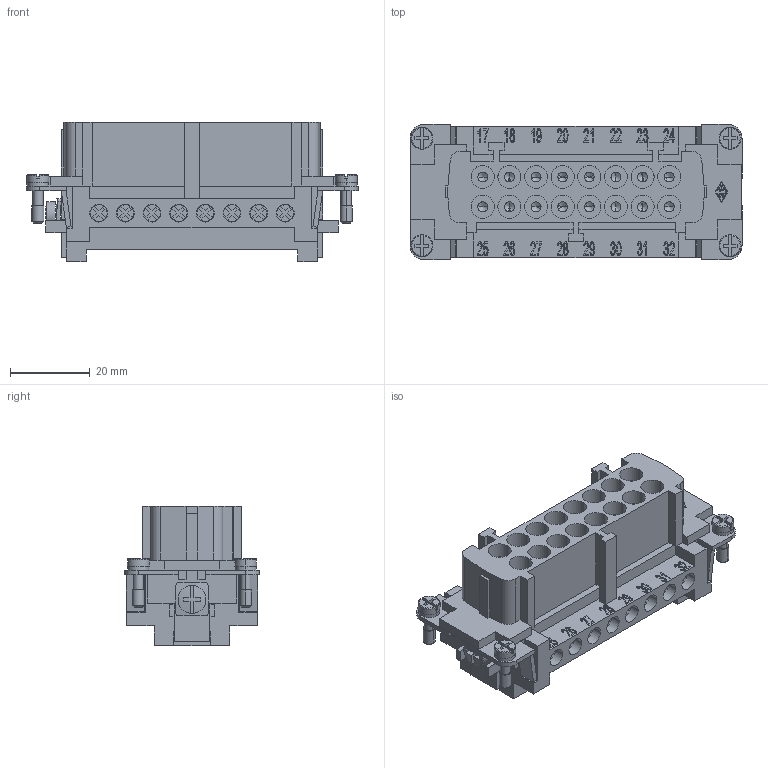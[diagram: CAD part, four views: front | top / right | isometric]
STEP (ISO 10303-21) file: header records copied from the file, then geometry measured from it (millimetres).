
FILE_DESCRIPTION(('Creo Elements/Direct Modeling STEP Export'),'2;1');
FILE_NAME('JNEF 16 N.stp','2014-08-01T 8:29:30',(''),(''),'Creo Elements/Direct Modeling STEP processor for AP214 (Solid Model)','Creo Elements/Direct Modeling 18.0B 02-Dec-2011 (C) Parametric Technology GmbH','');
FILE_SCHEMA(('AUTOMOTIVE_DESIGN { 1 0 10303 214 1 1 1 1 }'));
Products named in the file (1): JNEF_16_N
Bounding box: 83.5 x 34 x 35 mm (x, y, z)
Volume: 38890.6 mm3; surface area: 28372.1 mm2
Topology: 2 solids, 2 shells, 2038 faces, 5471 edges, 3608 vertices
Faces by surface type: plane 1154, bspline 564, cylinder 268, cone 40, torus 8, sphere 4
Entity records: 65430 total; most frequent: CARTESIAN_POINT 18775, ORIENTED_EDGE 10878, DIRECTION 7448, EDGE_CURVE 5439, VERTEX_POINT 3608, VECTOR 3536, LINE 3536, EDGE_LOOP 2255
